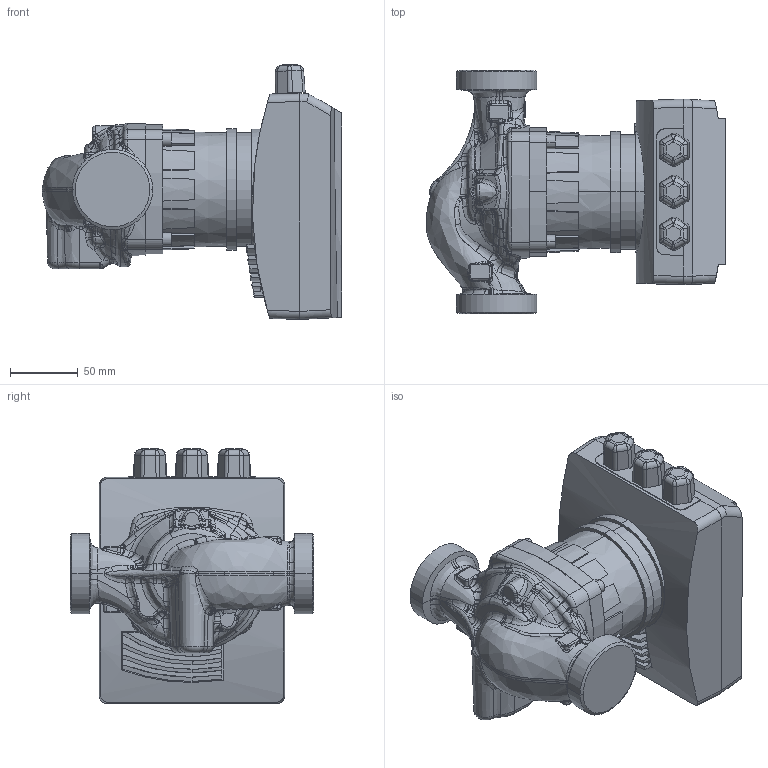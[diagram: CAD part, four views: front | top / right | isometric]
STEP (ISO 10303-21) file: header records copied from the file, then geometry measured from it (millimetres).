
FILE_DESCRIPTION (( 'STEP AP214' ), '1' );
FILE_NAME ('A16-2KW.STEP', '2016-11-22T13:54:10', ( '' ), ( '' ), 'SwSTEP 2.0', 'SolidWorks 2011', '' );
FILE_SCHEMA (( 'AUTOMOTIVE_DESIGN' ));
Length unit declared in the file: millimetre
Products named in the file (1): A16-2KW
Bounding box: 221.11 x 180 x 188.32 mm (x, y, z)
Volume: 2480001 mm3; surface area: 192246.1 mm2
Topology: 4 solids, 4 shells, 1297 faces, 3119 edges, 1844 vertices
Faces by surface type: bspline 752, cylinder 238, plane 235, cone 41, torus 19, sphere 12
Entity records: 108148 total; most frequent: CARTESIAN_POINT 69946, ORIENTED_EDGE 6216, DIRECTION 3118, EDGE_CURVE 3108, VERTEX_POINT 1844, B_SPLINE_CURVE_WITH_KNOTS 1534, EDGE_LOOP 1322, UNCERTAINTY_MEASURE_WITH_UNIT 1303
